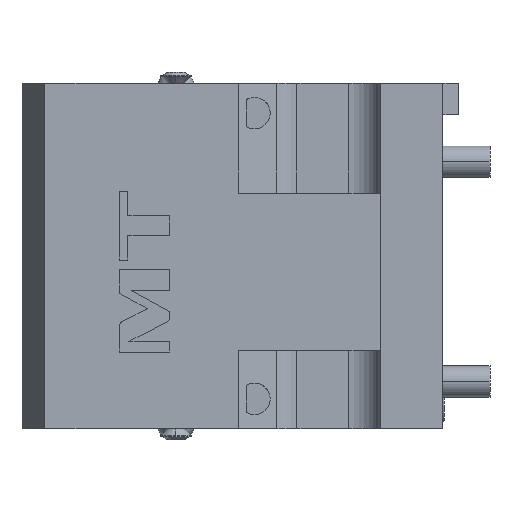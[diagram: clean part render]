
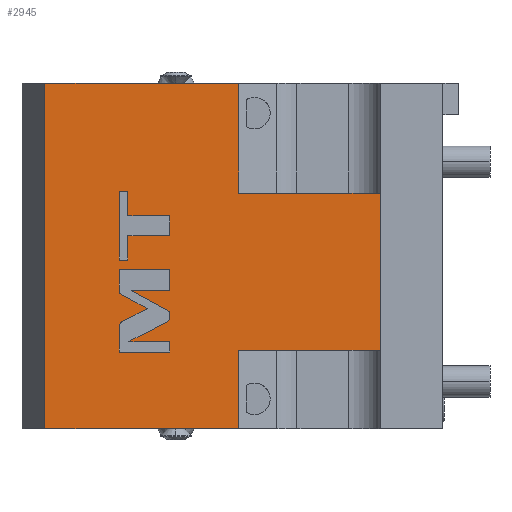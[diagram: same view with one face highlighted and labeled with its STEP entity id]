
A CAD part, front view. The second image highlights one B-rep face of the part: STEP entity #2945.
In plain terms, the highlighted planar face has unit normal (0, -1, 0).
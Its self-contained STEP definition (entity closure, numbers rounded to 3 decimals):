
#151=DIRECTION('',(1.,0.,0.));
#152=VECTOR('',#151,61.721);
#153=CARTESIAN_POINT('',(-126.721,-37.5,60.));
#154=LINE('',#153,#152);
#325=DIRECTION('',(1.,0.,0.));
#326=VECTOR('',#325,61.721);
#327=CARTESIAN_POINT('',(-126.721,-37.5,-50.));
#328=LINE('',#327,#326);
#397=DIRECTION('',(-1.,0.,0.));
#398=VECTOR('',#397,45.);
#399=CARTESIAN_POINT('',(-20.,-37.5,-25.));
#400=LINE('',#399,#398);
#401=DIRECTION('',(0.,0.,1.));
#402=VECTOR('',#401,25.);
#403=CARTESIAN_POINT('',(-65.,-37.5,-50.));
#404=LINE('',#403,#402);
#405=DIRECTION('',(0.,0.,1.));
#406=VECTOR('',#405,110.);
#407=CARTESIAN_POINT('',(-126.721,-37.5,-50.));
#408=LINE('',#407,#406);
#409=DIRECTION('',(0.,0.,-1.));
#410=VECTOR('',#409,35.);
#411=CARTESIAN_POINT('',(-65.,-37.5,60.));
#412=LINE('',#411,#410);
#413=DIRECTION('',(-1.,0.,0.));
#414=VECTOR('',#413,45.);
#415=CARTESIAN_POINT('',(-20.,-37.5,25.));
#416=LINE('',#415,#414);
#417=DIRECTION('',(0.,0.,-1.));
#418=VECTOR('',#417,50.);
#419=CARTESIAN_POINT('',(-20.,-37.5,25.));
#420=LINE('',#419,#418);
#421=CARTESIAN_POINT('',(-101.958,-37.5,-15.816));
#422=CARTESIAN_POINT('',(-102.601,-37.5,-16.148));
#423=CARTESIAN_POINT('',(-103.,-37.5,-16.804));
#424=CARTESIAN_POINT('',(-103.,-37.5,-17.528));
#426=DIRECTION('',(0.,0.,-1.));
#427=VECTOR('',#426,8.043);
#428=CARTESIAN_POINT('',(-103.,-37.5,-17.528));
#429=LINE('',#428,#427);
#430=DIRECTION('',(1.,0.,0.));
#431=VECTOR('',#430,16.);
#432=CARTESIAN_POINT('',(-103.,-37.5,-25.571));
#433=LINE('',#432,#431);
#434=DIRECTION('',(0.,0.,1.));
#435=VECTOR('',#434,3.328);
#436=CARTESIAN_POINT('',(-87.,-37.5,-25.571));
#437=LINE('',#436,#435);
#438=DIRECTION('',(-1.,0.,0.));
#439=VECTOR('',#438,12.962);
#440=CARTESIAN_POINT('',(-87.,-37.5,-22.243));
#441=LINE('',#440,#439);
#442=DIRECTION('',(0.888,0.,0.459));
#443=VECTOR('',#442,13.419);
#444=CARTESIAN_POINT('',(-99.962,-37.5,-22.243));
#445=LINE('',#444,#443);
#446=CARTESIAN_POINT('',(-88.042,-37.5,-16.08));
#447=CARTESIAN_POINT('',(-87.399,-37.5,-15.747));
#448=CARTESIAN_POINT('',(-87.,-37.5,-15.091));
#449=CARTESIAN_POINT('',(-87.,-37.5,-14.367));
#451=DIRECTION('',(0.,0.,1.));
#452=VECTOR('',#451,1.669);
#453=CARTESIAN_POINT('',(-87.,-37.5,-14.367));
#454=LINE('',#453,#452);
#455=DIRECTION('',(-0.877,0.,0.481));
#456=VECTOR('',#455,13.883);
#457=CARTESIAN_POINT('',(-87.,-37.5,-12.698));
#458=LINE('',#457,#456);
#459=DIRECTION('',(1.,0.,0.));
#460=VECTOR('',#459,12.17);
#461=CARTESIAN_POINT('',(-99.17,-37.5,-6.018));
#462=LINE('',#461,#460);
#463=DIRECTION('',(0.,0.,1.));
#464=VECTOR('',#463,6.733);
#465=CARTESIAN_POINT('',(-87.,-37.5,-6.018));
#466=LINE('',#465,#464);
#467=DIRECTION('',(-1.,0.,0.));
#468=VECTOR('',#467,16.);
#469=CARTESIAN_POINT('',(-87.,-37.5,0.715));
#470=LINE('',#469,#468);
#471=DIRECTION('',(0.,0.,-1.));
#472=VECTOR('',#471,7.59);
#473=CARTESIAN_POINT('',(-103.,-37.5,0.715));
#474=LINE('',#473,#472);
#475=DIRECTION('',(0.877,0.,-0.481));
#476=VECTOR('',#475,10.144);
#477=CARTESIAN_POINT('',(-103.,-37.5,-6.875));
#478=LINE('',#477,#476);
#479=DIRECTION('',(-0.888,0.,-0.459));
#480=VECTOR('',#479,8.838);
#481=CARTESIAN_POINT('',(-94.107,-37.5,-11.756));
#482=LINE('',#481,#480);
#483=DIRECTION('',(1.,0.,0.));
#484=VECTOR('',#483,13.275);
#485=CARTESIAN_POINT('',(-100.275,-37.5,11.475));
#486=LINE('',#485,#484);
#487=DIRECTION('',(0.,0.,1.));
#488=VECTOR('',#487,6.337);
#489=CARTESIAN_POINT('',(-87.,-37.5,11.475));
#490=LINE('',#489,#488);
#491=DIRECTION('',(-1.,0.,0.));
#492=VECTOR('',#491,13.275);
#493=CARTESIAN_POINT('',(-87.,-37.5,17.812));
#494=LINE('',#493,#492);
#495=DIRECTION('',(0.,0.,1.));
#496=VECTOR('',#495,7.757);
#497=CARTESIAN_POINT('',(-100.275,-37.5,17.812));
#498=LINE('',#497,#496);
#499=DIRECTION('',(-1.,0.,0.));
#500=VECTOR('',#499,2.725);
#501=CARTESIAN_POINT('',(-100.275,-37.5,25.569));
#502=LINE('',#501,#500);
#503=DIRECTION('',(0.,0.,-1.));
#504=VECTOR('',#503,21.851);
#505=CARTESIAN_POINT('',(-103.,-37.5,25.569));
#506=LINE('',#505,#504);
#507=DIRECTION('',(1.,0.,0.));
#508=VECTOR('',#507,2.725);
#509=CARTESIAN_POINT('',(-103.,-37.5,3.718));
#510=LINE('',#509,#508);
#511=DIRECTION('',(0.,0.,1.));
#512=VECTOR('',#511,7.757);
#513=CARTESIAN_POINT('',(-100.275,-37.5,3.718));
#514=LINE('',#513,#512);
#2020=CARTESIAN_POINT('',(-126.721,-37.5,60.));
#2022=VERTEX_POINT('',#2020);
#2023=CARTESIAN_POINT('',(-126.721,-37.5,-50.));
#2024=VERTEX_POINT('',#2023);
#2087=CARTESIAN_POINT('',(-65.,-37.5,60.));
#2088=VERTEX_POINT('',#2087);
#2089=CARTESIAN_POINT('',(-20.,-37.5,25.));
#2090=CARTESIAN_POINT('',(-65.,-37.5,25.));
#2091=VERTEX_POINT('',#2089);
#2092=VERTEX_POINT('',#2090);
#2137=CARTESIAN_POINT('',(-20.,-37.5,-25.));
#2138=CARTESIAN_POINT('',(-65.,-37.5,-25.));
#2139=VERTEX_POINT('',#2137);
#2140=VERTEX_POINT('',#2138);
#2141=CARTESIAN_POINT('',(-65.,-37.5,-50.));
#2142=VERTEX_POINT('',#2141);
#2503=CARTESIAN_POINT('',(-101.958,-37.5,-15.816));
#2504=VERTEX_POINT('',#2503);
#2505=CARTESIAN_POINT('',(-103.,-37.5,-17.528));
#2506=VERTEX_POINT('',#2505);
#2507=CARTESIAN_POINT('',(-103.,-37.5,-25.571));
#2508=VERTEX_POINT('',#2507);
#2509=CARTESIAN_POINT('',(-87.,-37.5,-25.571));
#2510=VERTEX_POINT('',#2509);
#2511=CARTESIAN_POINT('',(-87.,-37.5,-22.243));
#2512=VERTEX_POINT('',#2511);
#2513=CARTESIAN_POINT('',(-99.962,-37.5,-22.243));
#2514=VERTEX_POINT('',#2513);
#2515=CARTESIAN_POINT('',(-88.042,-37.5,-16.08));
#2516=VERTEX_POINT('',#2515);
#2517=CARTESIAN_POINT('',(-87.,-37.5,-14.367));
#2518=VERTEX_POINT('',#2517);
#2519=CARTESIAN_POINT('',(-87.,-37.5,-12.698));
#2520=VERTEX_POINT('',#2519);
#2521=CARTESIAN_POINT('',(-99.17,-37.5,-6.018));
#2522=VERTEX_POINT('',#2521);
#2523=CARTESIAN_POINT('',(-87.,-37.5,-6.018));
#2524=VERTEX_POINT('',#2523);
#2525=CARTESIAN_POINT('',(-87.,-37.5,0.715));
#2526=VERTEX_POINT('',#2525);
#2527=CARTESIAN_POINT('',(-103.,-37.5,0.715));
#2528=VERTEX_POINT('',#2527);
#2529=CARTESIAN_POINT('',(-103.,-37.5,-6.875));
#2530=VERTEX_POINT('',#2529);
#2531=CARTESIAN_POINT('',(-94.107,-37.5,-11.756));
#2532=VERTEX_POINT('',#2531);
#2533=CARTESIAN_POINT('',(-100.275,-37.5,11.475));
#2534=VERTEX_POINT('',#2533);
#2535=CARTESIAN_POINT('',(-87.,-37.5,11.475));
#2536=VERTEX_POINT('',#2535);
#2537=CARTESIAN_POINT('',(-87.,-37.5,17.812));
#2538=VERTEX_POINT('',#2537);
#2539=CARTESIAN_POINT('',(-100.275,-37.5,17.812));
#2540=VERTEX_POINT('',#2539);
#2541=CARTESIAN_POINT('',(-100.275,-37.5,25.569));
#2542=VERTEX_POINT('',#2541);
#2543=CARTESIAN_POINT('',(-103.,-37.5,25.569));
#2544=VERTEX_POINT('',#2543);
#2545=CARTESIAN_POINT('',(-103.,-37.5,3.718));
#2546=VERTEX_POINT('',#2545);
#2547=CARTESIAN_POINT('',(-100.275,-37.5,3.718));
#2548=VERTEX_POINT('',#2547);
#2876=CARTESIAN_POINT('',(-20.,-37.5,60.));
#2877=DIRECTION('',(0.,1.,0.));
#2878=DIRECTION('',(-1.,0.,0.));
#2879=AXIS2_PLACEMENT_3D('',#2876,#2877,#2878);
#2880=PLANE('',#2879);
#2882=ORIENTED_EDGE('',*,*,#2881,.T.);
#2883=ORIENTED_EDGE('',*,*,#2860,.F.);
#2884=ORIENTED_EDGE('',*,*,#2814,.F.);
#2886=ORIENTED_EDGE('',*,*,#2885,.T.);
#2887=ORIENTED_EDGE('',*,*,#2682,.T.);
#2889=ORIENTED_EDGE('',*,*,#2888,.T.);
#2891=ORIENTED_EDGE('',*,*,#2890,.F.);
#2892=ORIENTED_EDGE('',*,*,#2767,.T.);
#2893=EDGE_LOOP('',(#2882,#2883,#2884,#2886,#2887,#2889,#2891,#2892));
#2894=FACE_OUTER_BOUND('',#2893,.F.);
#2896=ORIENTED_EDGE('',*,*,#2895,.T.);
#2898=ORIENTED_EDGE('',*,*,#2897,.T.);
#2900=ORIENTED_EDGE('',*,*,#2899,.T.);
#2902=ORIENTED_EDGE('',*,*,#2901,.T.);
#2904=ORIENTED_EDGE('',*,*,#2903,.T.);
#2906=ORIENTED_EDGE('',*,*,#2905,.T.);
#2908=ORIENTED_EDGE('',*,*,#2907,.T.);
#2910=ORIENTED_EDGE('',*,*,#2909,.T.);
#2912=ORIENTED_EDGE('',*,*,#2911,.T.);
#2914=ORIENTED_EDGE('',*,*,#2913,.T.);
#2916=ORIENTED_EDGE('',*,*,#2915,.T.);
#2918=ORIENTED_EDGE('',*,*,#2917,.T.);
#2920=ORIENTED_EDGE('',*,*,#2919,.T.);
#2922=ORIENTED_EDGE('',*,*,#2921,.T.);
#2924=ORIENTED_EDGE('',*,*,#2923,.T.);
#2925=EDGE_LOOP('',(#2896,#2898,#2900,#2902,#2904,#2906,#2908,#2910,#2912,#2914,
#2916,#2918,#2920,#2922,#2924));
#2926=FACE_BOUND('',#2925,.F.);
#2928=ORIENTED_EDGE('',*,*,#2927,.T.);
#2930=ORIENTED_EDGE('',*,*,#2929,.T.);
#2932=ORIENTED_EDGE('',*,*,#2931,.T.);
#2934=ORIENTED_EDGE('',*,*,#2933,.T.);
#2936=ORIENTED_EDGE('',*,*,#2935,.T.);
#2938=ORIENTED_EDGE('',*,*,#2937,.T.);
#2940=ORIENTED_EDGE('',*,*,#2939,.T.);
#2942=ORIENTED_EDGE('',*,*,#2941,.T.);
#2943=EDGE_LOOP('',(#2928,#2930,#2932,#2934,#2936,#2938,#2940,#2942));
#2944=FACE_BOUND('',#2943,.F.);
#2945=ADVANCED_FACE('',(#2894,#2926,#2944),#2880,.F.);
#425=B_SPLINE_CURVE_WITH_KNOTS('',3,(#421,#422,#423,#424),.UNSPECIFIED.,.F.,.F.,
(4,4),(0.,1.),.UNSPECIFIED.);
#450=B_SPLINE_CURVE_WITH_KNOTS('',3,(#446,#447,#448,#449),.UNSPECIFIED.,.F.,.F.,
(4,4),(0.,1.),.UNSPECIFIED.);
#2682=EDGE_CURVE('',#2022,#2088,#154,.T.);
#2767=EDGE_CURVE('',#2091,#2139,#420,.T.);
#2814=EDGE_CURVE('',#2024,#2142,#328,.T.);
#2860=EDGE_CURVE('',#2142,#2140,#404,.T.);
#2881=EDGE_CURVE('',#2139,#2140,#400,.T.);
#2885=EDGE_CURVE('',#2024,#2022,#408,.T.);
#2888=EDGE_CURVE('',#2088,#2092,#412,.T.);
#2890=EDGE_CURVE('',#2091,#2092,#416,.T.);
#2895=EDGE_CURVE('',#2504,#2506,#425,.T.);
#2897=EDGE_CURVE('',#2506,#2508,#429,.T.);
#2899=EDGE_CURVE('',#2508,#2510,#433,.T.);
#2901=EDGE_CURVE('',#2510,#2512,#437,.T.);
#2903=EDGE_CURVE('',#2512,#2514,#441,.T.);
#2905=EDGE_CURVE('',#2514,#2516,#445,.T.);
#2907=EDGE_CURVE('',#2516,#2518,#450,.T.);
#2909=EDGE_CURVE('',#2518,#2520,#454,.T.);
#2911=EDGE_CURVE('',#2520,#2522,#458,.T.);
#2913=EDGE_CURVE('',#2522,#2524,#462,.T.);
#2915=EDGE_CURVE('',#2524,#2526,#466,.T.);
#2917=EDGE_CURVE('',#2526,#2528,#470,.T.);
#2919=EDGE_CURVE('',#2528,#2530,#474,.T.);
#2921=EDGE_CURVE('',#2530,#2532,#478,.T.);
#2923=EDGE_CURVE('',#2532,#2504,#482,.T.);
#2927=EDGE_CURVE('',#2534,#2536,#486,.T.);
#2929=EDGE_CURVE('',#2536,#2538,#490,.T.);
#2931=EDGE_CURVE('',#2538,#2540,#494,.T.);
#2933=EDGE_CURVE('',#2540,#2542,#498,.T.);
#2935=EDGE_CURVE('',#2542,#2544,#502,.T.);
#2937=EDGE_CURVE('',#2544,#2546,#506,.T.);
#2939=EDGE_CURVE('',#2546,#2548,#510,.T.);
#2941=EDGE_CURVE('',#2548,#2534,#514,.T.);
